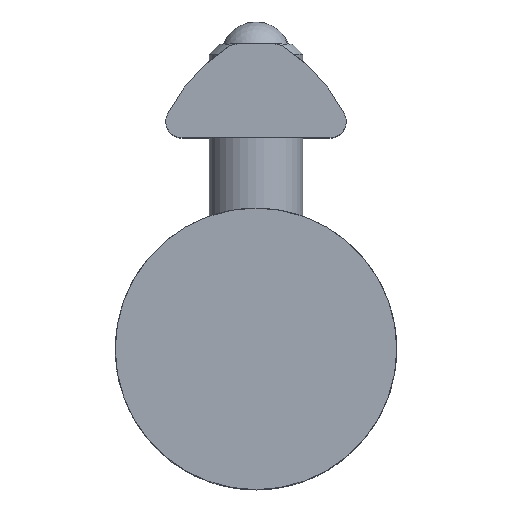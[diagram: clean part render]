
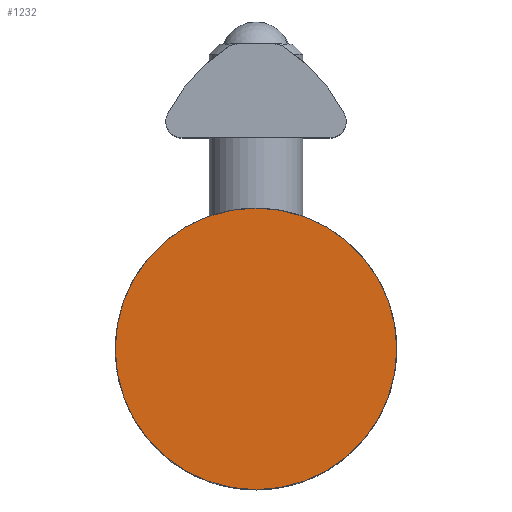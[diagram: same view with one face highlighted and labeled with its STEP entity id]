
A CAD part, top view. The second image highlights one B-rep face of the part: STEP entity #1232.
In plain terms, the highlighted planar face has unit normal (0, 0, 1).
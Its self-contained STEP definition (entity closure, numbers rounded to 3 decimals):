
#67=PLANE('',#1389);
#140=FACE_OUTER_BOUND('',#210,.T.);
#210=EDGE_LOOP('',(#927,#928));
#427=CIRCLE('',#1340,6.);
#428=CIRCLE('',#1341,6.);
#486=VERTEX_POINT('',#1855);
#487=VERTEX_POINT('',#1856);
#610=EDGE_CURVE('',#486,#487,#427,.T.);
#611=EDGE_CURVE('',#487,#486,#428,.T.);
#927=ORIENTED_EDGE('',*,*,#610,.T.);
#928=ORIENTED_EDGE('',*,*,#611,.T.);
#1232=ADVANCED_FACE('',(#140),#67,.T.);
#1340=AXIS2_PLACEMENT_3D('',#1857,#1488,#1489);
#1341=AXIS2_PLACEMENT_3D('',#1858,#1490,#1491);
#1389=AXIS2_PLACEMENT_3D('',#2120,#1620,#1621);
#1488=DIRECTION('center_axis',(0.,0.,1.));
#1489=DIRECTION('ref_axis',(-1.,0.,0.));
#1490=DIRECTION('center_axis',(0.,0.,1.));
#1491=DIRECTION('ref_axis',(-1.,0.,0.));
#1620=DIRECTION('center_axis',(0.,0.,1.));
#1621=DIRECTION('ref_axis',(-1.,0.,0.));
#1855=CARTESIAN_POINT('',(-6.,0.,0.));
#1856=CARTESIAN_POINT('',(6.,0.,0.));
#1857=CARTESIAN_POINT('Origin',(0.,0.,0.));
#1858=CARTESIAN_POINT('Origin',(0.,0.,0.));
#2120=CARTESIAN_POINT('Origin',(0.,0.,0.));
